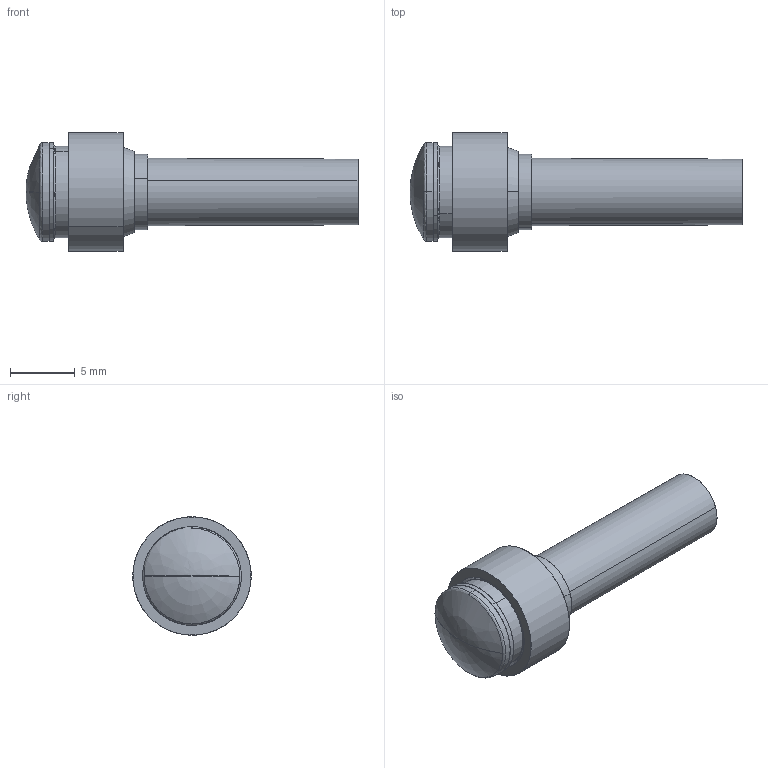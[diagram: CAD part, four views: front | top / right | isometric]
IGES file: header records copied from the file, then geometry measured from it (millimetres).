
Start section: SolidWorks IGES file using analytic representation for surfaces
Global section: file name: STEP;LMS096.IGS; native system: SolidWorks 2016; preprocessor: SolidWorks 2016; author: mvancourt; date: 161227.155926; units: millimetre
Bounding box: 25.65 x 9.14 x 9.14 mm (x, y, z)
Surface area: 1220.6 mm2 (no closed solid volume)
Topology: 0 solids, 0 shells, 124 faces, 1156 edges, 1153 vertices
Faces by surface type: revolution 70, bspline 54
